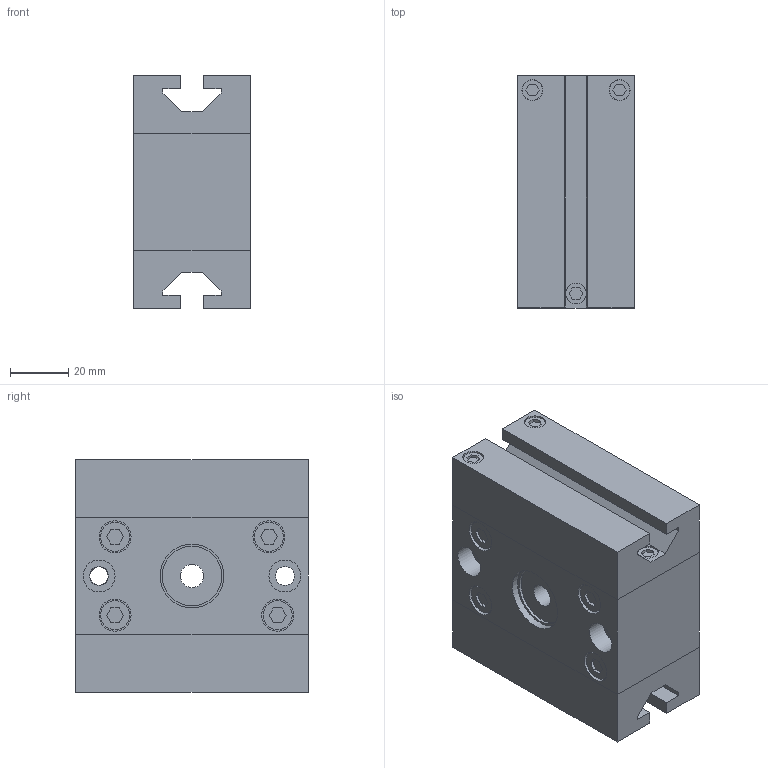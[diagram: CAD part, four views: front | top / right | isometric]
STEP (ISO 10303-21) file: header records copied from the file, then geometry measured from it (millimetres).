
FILE_DESCRIPTION((''),'2;1');
FILE_NAME('SL0700S.ipt.step','2007-09-10T15:14:24',(''),(''),'Autodesk Inventor 11','Autodesk Inventor 11','');
FILE_SCHEMA(('AUTOMOTIVE_DESIGN { 1 0 10303 214 1 1 1 1 }'));
Length unit declared in the file: millimetre
Products named in the file (1): SL0700S
Bounding box: 40 x 80 x 80 mm (x, y, z)
Volume: 216023.6 mm3; surface area: 39323.6 mm2
Topology: 1 solids, 1 shells, 200 faces, 462 edges, 302 vertices
Faces by surface type: plane 117, bspline 62, cylinder 21
Full cylindrical faces by diameter (mm): 7 x3, 7.2 x3, 8 x1, 10 x4, 11 x4, 20.5 x2, 22 x2
Entity records: 5658 total; most frequent: CARTESIAN_POINT 1359, ORIENTED_EDGE 846, DIRECTION 778, EDGE_CURVE 423, VECTOR 342, LINE 342, VERTEX_POINT 297, EDGE_LOOP 280
